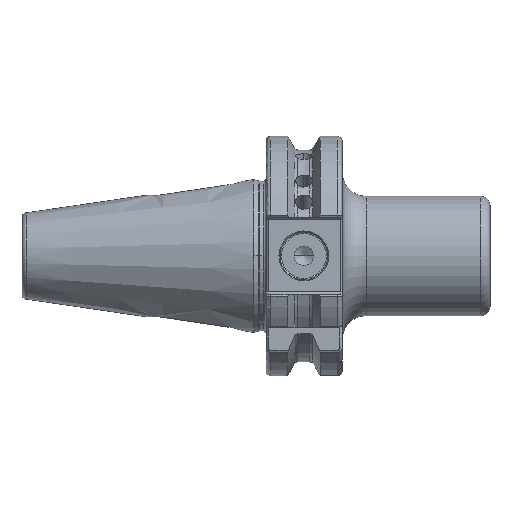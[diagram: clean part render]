
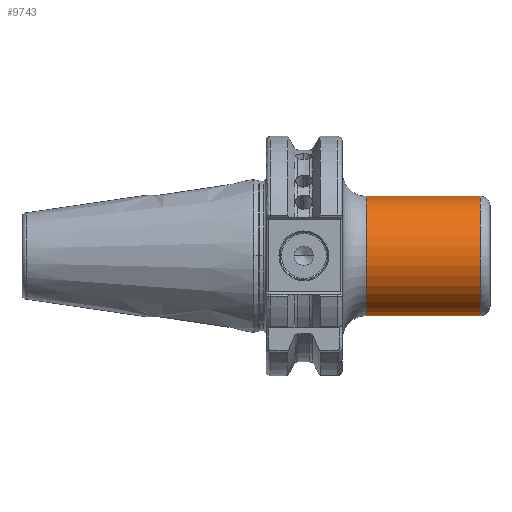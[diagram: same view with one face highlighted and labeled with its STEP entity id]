
A CAD part, top view. The second image highlights one B-rep face of the part: STEP entity #9743.
In plain terms, the highlighted cylindrical face has radius 12.5 mm (diameter 25 mm), a partial arc.
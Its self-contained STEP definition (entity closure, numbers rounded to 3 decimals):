
#491 = CARTESIAN_POINT ( 'NONE',  ( 44.8, 0., 0. ) ) ;
#492 = DIRECTION ( 'NONE',  ( -1., 0., 0. ) ) ;
#493 = DIRECTION ( 'NONE',  ( 0., 1., 0. ) ) ;
#737 = AXIS2_PLACEMENT_3D ( 'NONE', #491, #492, #493 ) ;
#998 = EDGE_CURVE ( 'NONE', #3465, #3439, #9852, .T. ) ;
#1045 = EDGE_CURVE ( 'NONE', #3461, #3452, #9823, .T. ) ;
#1091 = EDGE_CURVE ( 'NONE', #3452, #3465, #8058, .T. ) ;
#1093 = EDGE_CURVE ( 'NONE', #3461, #3439, #8064, .T. ) ;
#1767 = EDGE_LOOP ( 'NONE', ( #10700, #10699, #10701, #10698 ) ) ;
#3439 = VERTEX_POINT ( 'NONE', #3565 ) ;
#3452 = VERTEX_POINT ( 'NONE', #3567 ) ;
#3461 = VERTEX_POINT ( 'NONE', #3570 ) ;
#3465 = VERTEX_POINT ( 'NONE', #3573 ) ;
#3565 = CARTESIAN_POINT ( 'NONE',  ( 44.8, 12.5, 0. ) ) ;
#3567 = CARTESIAN_POINT ( 'NONE',  ( 20.9, -12.5, 0. ) ) ;
#3570 = CARTESIAN_POINT ( 'NONE',  ( 20.9, 12.5, 0. ) ) ;
#3573 = CARTESIAN_POINT ( 'NONE',  ( 44.8, -12.5, 0. ) ) ;
#7798 = CARTESIAN_POINT ( 'NONE',  ( 20.9, 0., 0. ) ) ;
#7799 = DIRECTION ( 'NONE',  ( 1., 0., 0. ) ) ;
#7800 = DIRECTION ( 'NONE',  ( 0., 1., 0. ) ) ;
#8058 = LINE ( 'NONE', #8059, #11534 ) ;
#8059 = CARTESIAN_POINT ( 'NONE',  ( 89.496, -12.5, 0. ) ) ;
#8060 = DIRECTION ( 'NONE',  ( 1., 0., 0. ) ) ;
#8064 = LINE ( 'NONE', #8065, #11531 ) ;
#8065 = CARTESIAN_POINT ( 'NONE',  ( 89.496, 12.5, 0. ) ) ;
#8066 = DIRECTION ( 'NONE',  ( 1., 0., 0. ) ) ;
#9743 = ADVANCED_FACE ( 'NONE', ( #11420 ), #11424, .T. ) ;
#9823 = CIRCLE ( 'NONE', #11480, 12.5 ) ;
#9852 = CIRCLE ( 'NONE', #737, 12.5 ) ;
#10436 = CARTESIAN_POINT ( 'NONE',  ( 89.496, 0., 0. ) ) ;
#10437 = DIRECTION ( 'NONE',  ( 1., 0., 0. ) ) ;
#10438 = DIRECTION ( 'NONE',  ( 0., 1., 0. ) ) ;
#10698 = ORIENTED_EDGE ( 'NONE', *, *, #1093, .F. ) ;
#10699 = ORIENTED_EDGE ( 'NONE', *, *, #1091, .T. ) ;
#10700 = ORIENTED_EDGE ( 'NONE', *, *, #1045, .T. ) ;
#10701 = ORIENTED_EDGE ( 'NONE', *, *, #998, .T. ) ;
#11420 = FACE_OUTER_BOUND ( 'NONE', #1767, .T. ) ;
#11423 = AXIS2_PLACEMENT_3D ( 'NONE', #10436, #10437, #10438 ) ;
#11424 = CYLINDRICAL_SURFACE ( 'NONE', #11423, 12.5 ) ;
#11480 = AXIS2_PLACEMENT_3D ( 'NONE', #7798, #7799, #7800 ) ;
#11531 = VECTOR ( 'NONE', #8066, 1000. ) ;
#11534 = VECTOR ( 'NONE', #8060, 1000. ) ;
